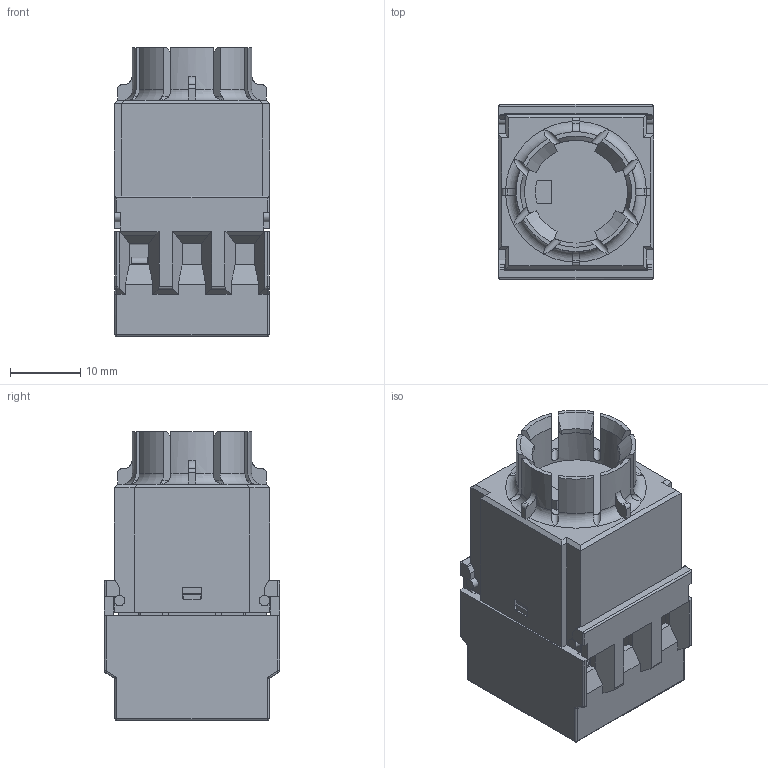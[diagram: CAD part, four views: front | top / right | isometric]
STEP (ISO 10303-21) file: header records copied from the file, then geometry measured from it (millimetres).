
FILE_DESCRIPTION(/* description */ (''),/* implementation_level */ '2;1');
FILE_NAME(/* name */ 'BZOK_ipt.stp',/* time_stamp */ '2017-03-31T08:18:33+02:00',/* author */ ('ahoffmann'),/* organization */ (''),/* preprocessor_version */ 'ST-DEVELOPER v16.1',/* originating_system */ 'Autodesk Inventor 2016',/* authorisation */ '');
FILE_SCHEMA (('AUTOMOTIVE_DESIGN { 1 0 10303 214 3 1 1 }'));
Length unit declared in the file: centimetre
Products named in the file (1): BZOK_vereinfacht
Bounding box: 22.2 x 25 x 41.2 mm (x, y, z)
Volume: 14212.7 mm3; surface area: 9721.4 mm2
Topology: 1 solids, 8 shells, 873 faces, 2477 edges, 1597 vertices
Faces by surface type: plane 653, cylinder 152, torus 26, cone 22, bspline 12, sphere 8
Full cylindrical faces by diameter (mm): 1.5 x4, 1.7 x2, 2.3 x2, 4 x6, 14.7 x1
Entity records: 30506 total; most frequent: CARTESIAN_POINT 8338, ORIENTED_EDGE 4844, DIRECTION 4239, EDGE_CURVE 2422, LINE 1829, VECTOR 1829, VERTEX_POINT 1581, AXIS2_PLACEMENT_3D 1205
